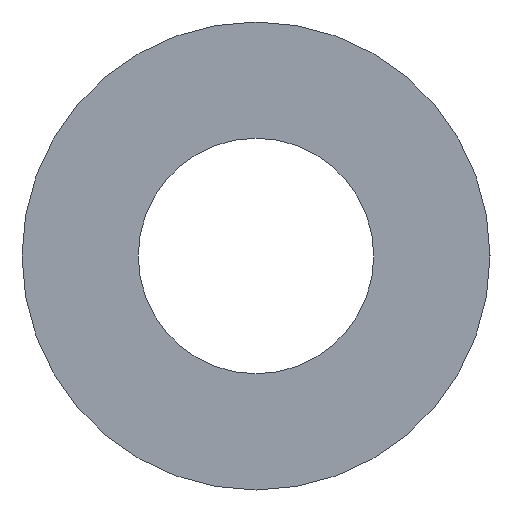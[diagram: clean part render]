
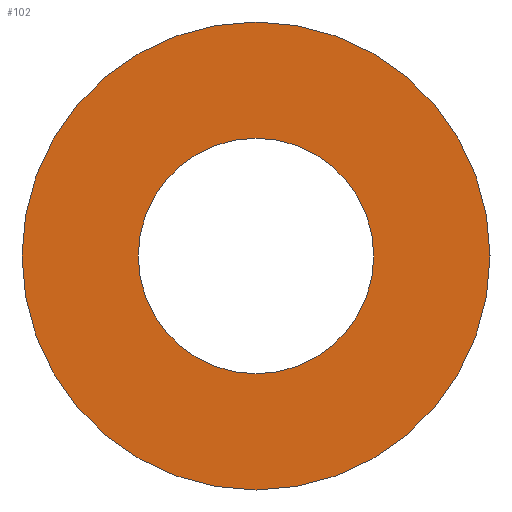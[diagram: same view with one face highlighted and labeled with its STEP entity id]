
A CAD part, left-side view. The second image highlights one B-rep face of the part: STEP entity #102.
In plain terms, the highlighted planar face has unit normal (-1, 0, 0).
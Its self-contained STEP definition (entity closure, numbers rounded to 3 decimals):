
#84 = VERTEX_POINT( '', #198 );
#102 = ADVANCED_FACE( '', ( #218, #219 ), #220, .T. );
#104 = EDGE_CURVE( '', #84, #136, #222, .T. );
#112 = EDGE_CURVE( '', #148, #154, #230, .T. );
#124 = EDGE_CURVE( '', #136, #84, #244, .T. );
#136 = VERTEX_POINT( '', #256 );
#148 = VERTEX_POINT( '', #271 );
#154 = VERTEX_POINT( '', #277 );
#162 = EDGE_CURVE( '', #154, #148, #287, .T. );
#198 = CARTESIAN_POINT( '', ( -126., -30.7, 0. ) );
#218 = FACE_BOUND( '', #341, .T. );
#219 = FACE_OUTER_BOUND( '', #342, .T. );
#220 = PLANE( '', #343 );
#222 = CIRCLE( '', #346, 30.7 );
#230 = CIRCLE( '', #356, 61. );
#244 = CIRCLE( '', #374, 30.7 );
#256 = CARTESIAN_POINT( '', ( -126., 30.7, 0. ) );
#271 = CARTESIAN_POINT( '', ( -126., -61., 0. ) );
#277 = CARTESIAN_POINT( '', ( -126., 61., 0. ) );
#287 = CIRCLE( '', #430, 61. );
#341 = EDGE_LOOP( '', ( #474, #475 ) );
#342 = EDGE_LOOP( '', ( #476, #477 ) );
#343 = AXIS2_PLACEMENT_3D( '', #478, #479, #480 );
#346 = AXIS2_PLACEMENT_3D( '', #481, #482, #483 );
#356 = AXIS2_PLACEMENT_3D( '', #487, #488, #489 );
#374 = AXIS2_PLACEMENT_3D( '', #515, #516, #517 );
#430 = AXIS2_PLACEMENT_3D( '', #566, #567, #568 );
#474 = ORIENTED_EDGE( '', *, *, #124, .F. );
#475 = ORIENTED_EDGE( '', *, *, #104, .F. );
#476 = ORIENTED_EDGE( '', *, *, #162, .T. );
#477 = ORIENTED_EDGE( '', *, *, #112, .T. );
#478 = CARTESIAN_POINT( '', ( -126., 45.85, 0. ) );
#479 = DIRECTION( '', ( -1., 0., 0. ) );
#480 = DIRECTION( '', ( 0., 1., 0. ) );
#481 = CARTESIAN_POINT( '', ( -126., 0., 0. ) );
#482 = DIRECTION( '', ( -1., 0., 0. ) );
#483 = DIRECTION( '', ( 0., 1., 0. ) );
#487 = CARTESIAN_POINT( '', ( -126., 0., 0. ) );
#488 = DIRECTION( '', ( -1., 0., 0. ) );
#489 = DIRECTION( '', ( 0., 1., 0. ) );
#515 = CARTESIAN_POINT( '', ( -126., 0., 0. ) );
#516 = DIRECTION( '', ( -1., 0., 0. ) );
#517 = DIRECTION( '', ( 0., 1., 0. ) );
#566 = CARTESIAN_POINT( '', ( -126., 0., 0. ) );
#567 = DIRECTION( '', ( -1., 0., 0. ) );
#568 = DIRECTION( '', ( 0., 1., 0. ) );
